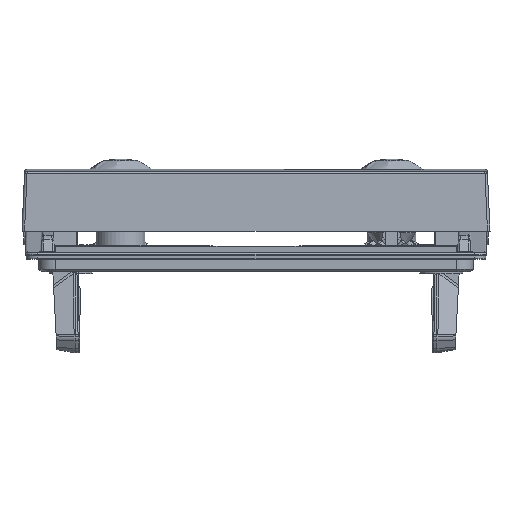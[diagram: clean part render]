
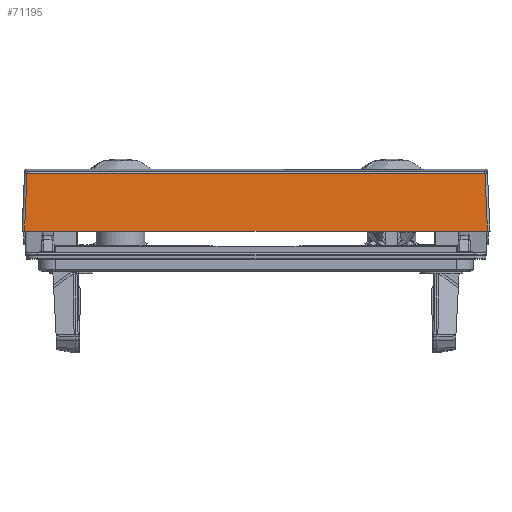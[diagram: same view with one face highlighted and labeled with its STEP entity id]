
A CAD part, front view. The second image highlights one B-rep face of the part: STEP entity #71195.
In plain terms, the highlighted face is planar.
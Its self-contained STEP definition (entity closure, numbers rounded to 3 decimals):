
#65414=CARTESIAN_POINT('',(-27.5,0.602,27.3));
#65431=CARTESIAN_POINT('',(27.5,0.602,27.3));
#65488=DIRECTION('',(-0.044,-0.998,0.044));
#65489=VECTOR('',#65488,6.834);
#65490=CARTESIAN_POINT('',(-27.202,7.423,
27.002));
#65491=LINE('3014',#65490,#65489);
#65495=DIRECTION('',(-1.,0.,0.));
#65496=VECTOR('',#65495,54.405);
#65497=CARTESIAN_POINT('',(27.202,7.423,27.002));
#65498=LINE('26897',#65497,#65496);
#65502=DIRECTION('',(0.044,-0.998,0.044));
#65503=VECTOR('',#65502,6.834);
#65504=CARTESIAN_POINT('',(27.202,7.423,27.002));
#65505=LINE('3015',#65504,#65503);
#65509=DIRECTION('',(1.,0.,0.));
#65510=VECTOR('',#65509,55.001);
#65511=CARTESIAN_POINT('',(-27.5,0.602,27.3));
#65512=LINE('2999',#65511,#65510);
#69176=VERTEX_POINT('',#65414);
#69179=VERTEX_POINT('',#65431);
#69186=CARTESIAN_POINT('',(-27.202,7.423,
27.002));
#69187=VERTEX_POINT('',#69186);
#69188=CARTESIAN_POINT('',(27.202,7.423,27.002));
#69189=VERTEX_POINT('',#69188);
#71183=CARTESIAN_POINT('',(-28.92,0.602,27.3));
#71184=DIRECTION('',(0.,0.044,0.999));
#71185=DIRECTION('',(-1.,0.,0.));
#71186=AXIS2_PLACEMENT_3D('',#71183,#71184,#71185);
#71187=PLANE('2889',#71186);
#71188=ORIENTED_EDGE('3014',*,*,#71151,.F.);
#71189=ORIENTED_EDGE('26897',*,*,#71174,.F.);
#71191=ORIENTED_EDGE('3015',*,*,#71190,.T.);
#71192=ORIENTED_EDGE('2999',*,*,#71123,.F.);
#71193=EDGE_LOOP('2889',(#71188,#71189,#71191,#71192));
#71194=FACE_OUTER_BOUND('2889',#71193,.F.);
#71123=EDGE_CURVE('2999',#69176,#69179,#65512,.T.);
#71151=EDGE_CURVE('3014',#69187,#69176,#65491,.T.);
#71174=EDGE_CURVE('26897',#69189,#69187,#65498,.T.);
#71190=EDGE_CURVE('3015',#69189,#69179,#65505,.T.);
#71195=ADVANCED_FACE('2889',(#71194),#71187,.T.);
